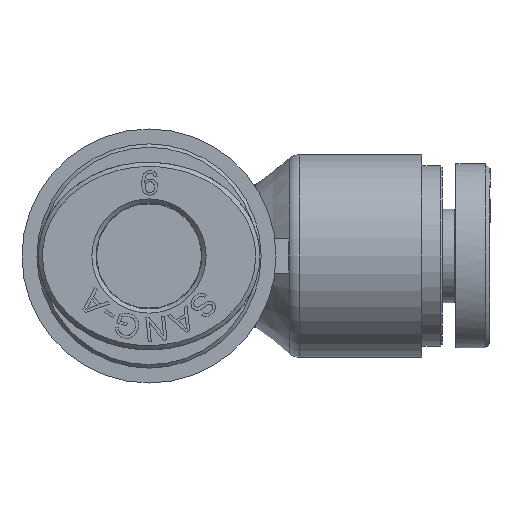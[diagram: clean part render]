
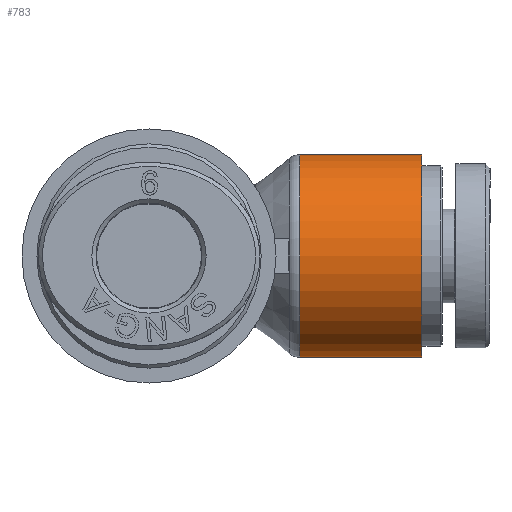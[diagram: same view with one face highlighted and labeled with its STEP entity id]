
A CAD part, left-side view. The second image highlights one B-rep face of the part: STEP entity #783.
In plain terms, the highlighted cylindrical face has radius 5.95 mm (diameter 11.9 mm), a full revolution.
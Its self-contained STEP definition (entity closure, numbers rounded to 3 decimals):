
#749=CARTESIAN_POINT('',(-5.95,-8.844,0.0));
#750=VERTEX_POINT('',#749);
#751=CARTESIAN_POINT('',(0.,-8.844,0.0));
#752=DIRECTION('',(0.0,1.0,0.0));
#753=DIRECTION('',(1.0,0.0,0.0));
#754=AXIS2_PLACEMENT_3D('',#751,#752,#753);
#755=CIRCLE('',#754,5.95);
#756=EDGE_CURVE('',#750,#750,#755,.T.);
#764=CARTESIAN_POINT('',(0.,-12.25,0.0));
#765=DIRECTION('',(0.,1.0,0.0));
#766=DIRECTION('',(-1.0,0.0,0.0));
#767=AXIS2_PLACEMENT_3D('',#764,#765,#766);
#768=CYLINDRICAL_SURFACE('',#767,5.95);
#769=CARTESIAN_POINT('',(-5.95,-16.0,0.0));
#770=VERTEX_POINT('',#769);
#771=CARTESIAN_POINT('',(0.,-16.0,0.0));
#772=DIRECTION('',(0.0,1.0,0.0));
#773=DIRECTION('',(-1.0,0.0,0.0));
#774=AXIS2_PLACEMENT_3D('',#771,#772,#773);
#775=CIRCLE('',#774,5.95);
#776=EDGE_CURVE('',#770,#770,#775,.T.);
#777=ORIENTED_EDGE('',*,*,#776,.T.);
#778=EDGE_LOOP('',(#777));
#779=FACE_OUTER_BOUND('',#778,.T.);
#780=ORIENTED_EDGE('',*,*,#756,.F.);
#781=EDGE_LOOP('',(#780));
#782=FACE_BOUND('',#781,.T.);
#783=ADVANCED_FACE('',(#779,#782),#768,.T.);
